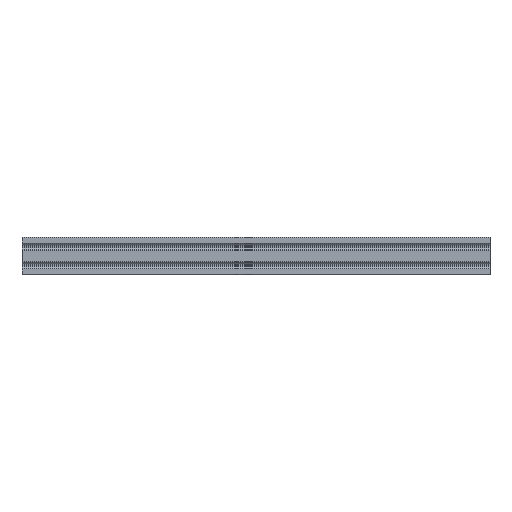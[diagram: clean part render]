
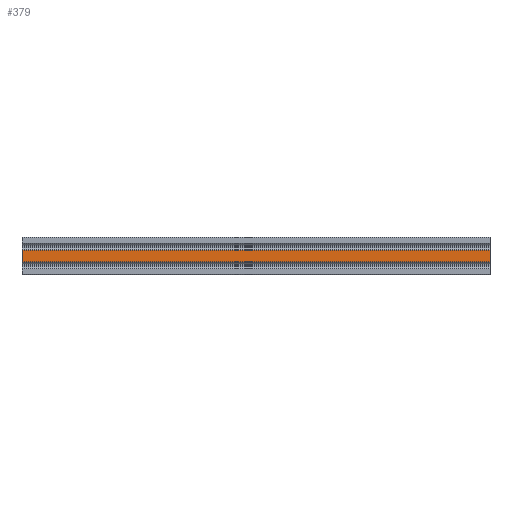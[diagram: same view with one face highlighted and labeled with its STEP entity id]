
A CAD part, front view. The second image highlights one B-rep face of the part: STEP entity #379.
In plain terms, the highlighted planar face has unit normal (0, -1, 0).
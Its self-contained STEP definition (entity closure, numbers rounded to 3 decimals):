
#379=ADVANCED_FACE('',(#1135),#1136,.T.);
#1135=FACE_OUTER_BOUND('',#1997,.T.);
#1136=PLANE('',#1998);
#1997=EDGE_LOOP('',(#4524,#4525,#4526,#4527));
#1998=AXIS2_PLACEMENT_3D('',#4528,#4529,#4530);
#4524=ORIENTED_EDGE('',*,*,#6979,.T.);
#4525=ORIENTED_EDGE('',*,*,#6980,.F.);
#4526=ORIENTED_EDGE('',*,*,#6981,.F.);
#4527=ORIENTED_EDGE('',*,*,#6977,.T.);
#4528=CARTESIAN_POINT('',(0.0,-40.0,0.0));
#4529=DIRECTION('',(0.0,-1.0,0.0));
#4530=DIRECTION('',(0.,0.0,-1.0));
#6977=EDGE_CURVE('',#8904,#8902,#8905,.T.);
#6979=EDGE_CURVE('',#8902,#8907,#8908,.T.);
#6980=EDGE_CURVE('',#8909,#8907,#8910,.T.);
#6981=EDGE_CURVE('',#8904,#8909,#8911,.T.);
#8902=VERTEX_POINT('',#11643);
#8904=VERTEX_POINT('',#11645);
#8905=LINE('',#11646,#11647);
#8907=VERTEX_POINT('',#11649);
#8908=LINE('',#11650,#11651);
#8909=VERTEX_POINT('',#11652);
#8910=LINE('',#11653,#11654);
#8911=LINE('',#11655,#11656);
#11643=CARTESIAN_POINT('',(1000.0,-40.0,-12.5));
#11645=CARTESIAN_POINT('',(0.,-40.0,-12.5));
#11646=CARTESIAN_POINT('',(0.,-40.0,-12.5));
#11647=VECTOR('',#13979,1.0);
#11649=CARTESIAN_POINT('',(1000.0,-40.0,12.5));
#11650=CARTESIAN_POINT('',(1000.0,-40.0,-12.5));
#11651=VECTOR('',#13983,1.0);
#11652=CARTESIAN_POINT('',(0.,-40.0,12.5));
#11653=CARTESIAN_POINT('',(0.,-40.0,12.5));
#11654=VECTOR('',#13984,1.0);
#11655=CARTESIAN_POINT('',(0.,-40.0,-12.5));
#11656=VECTOR('',#13985,1.0);
#13979=DIRECTION('',(1.0,0.0,0.));
#13983=DIRECTION('',(0.,0.0,1.0));
#13984=DIRECTION('',(1.0,0.0,0.));
#13985=DIRECTION('',(0.,0.0,1.0));
